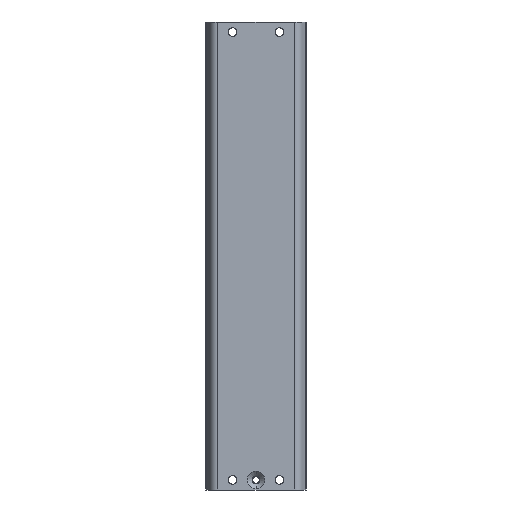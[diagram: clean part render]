
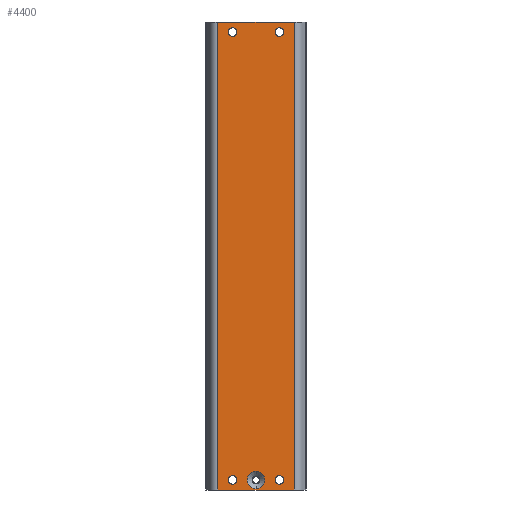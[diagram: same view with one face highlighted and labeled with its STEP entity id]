
A CAD part, left-side view. The second image highlights one B-rep face of the part: STEP entity #4400.
In plain terms, the highlighted planar face has unit normal (-1, 0, 0).
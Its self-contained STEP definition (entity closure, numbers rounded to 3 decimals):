
#22 = ORIENTED_EDGE ( 'NONE', *, *, #1590, .T. ) ;
#23 = FACE_OUTER_BOUND ( 'NONE', #2963, .T. ) ;
#205 = DIRECTION ( 'NONE',  ( 1., 0., 0. ) ) ;
#240 = ORIENTED_EDGE ( 'NONE', *, *, #2930, .T. ) ;
#247 = EDGE_LOOP ( 'NONE', ( #1326, #2295 ) ) ;
#288 = CARTESIAN_POINT ( 'NONE',  ( 0., 0., -342.5 ) ) ;
#373 = EDGE_CURVE ( 'NONE', #3772, #3931, #3293, .T. ) ;
#453 = LINE ( 'NONE', #2180, #1218 ) ;
#506 = CIRCLE ( 'NONE', #3147, 3.2 ) ;
#562 = LINE ( 'NONE', #1206, #3469 ) ;
#578 = VECTOR ( 'NONE', #3252, 1000. ) ;
#605 = AXIS2_PLACEMENT_3D ( 'NONE', #1322, #2653, #3404 ) ;
#608 = EDGE_CURVE ( 'NONE', #2172, #714, #737, .T. ) ;
#659 = EDGE_CURVE ( 'NONE', #4053, #2675, #3219, .T. ) ;
#660 = VERTEX_POINT ( 'NONE', #1568 ) ;
#686 = ORIENTED_EDGE ( 'NONE', *, *, #2898, .T. ) ;
#714 = VERTEX_POINT ( 'NONE', #2298 ) ;
#728 = CIRCLE ( 'NONE', #4679, 3.2 ) ;
#737 = LINE ( 'NONE', #4275, #578 ) ;
#752 = ORIENTED_EDGE ( 'NONE', *, *, #4091, .F. ) ;
#754 = DIRECTION ( 'NONE',  ( 0., 0., 1. ) ) ;
#797 = DIRECTION ( 'NONE',  ( 0., 0., 1. ) ) ;
#872 = ORIENTED_EDGE ( 'NONE', *, *, #1242, .T. ) ;
#976 = VECTOR ( 'NONE', #1234, 1000. ) ;
#1026 = EDGE_CURVE ( 'NONE', #3595, #2358, #3910, .T. ) ;
#1088 = ORIENTED_EDGE ( 'NONE', *, *, #2362, .T. ) ;
#1121 = AXIS2_PLACEMENT_3D ( 'NONE', #3240, #2196, #4335 ) ;
#1186 = DIRECTION ( 'NONE',  ( 1., 0., 0. ) ) ;
#1192 = DIRECTION ( 'NONE',  ( -1., 0., 0. ) ) ;
#1195 = EDGE_CURVE ( 'NONE', #660, #2645, #3038, .T. ) ;
#1206 = CARTESIAN_POINT ( 'NONE',  ( 0., -28.779, -350. ) ) ;
#1218 = VECTOR ( 'NONE', #2997, 1000. ) ;
#1234 = DIRECTION ( 'NONE',  ( 0., -1., 0. ) ) ;
#1242 = EDGE_CURVE ( 'NONE', #2607, #1458, #506, .T. ) ;
#1266 = CARTESIAN_POINT ( 'NONE',  ( 0., -17.5, -342.5 ) ) ;
#1322 = CARTESIAN_POINT ( 'NONE',  ( 0., -17.5, -7.5 ) ) ;
#1326 = ORIENTED_EDGE ( 'NONE', *, *, #659, .F. ) ;
#1397 = CARTESIAN_POINT ( 'NONE',  ( 0., 28.779, 0. ) ) ;
#1414 = AXIS2_PLACEMENT_3D ( 'NONE', #4446, #1192, #1922 ) ;
#1421 = CARTESIAN_POINT ( 'NONE',  ( 0., -17.5, -345.7 ) ) ;
#1458 = VERTEX_POINT ( 'NONE', #4383 ) ;
#1507 = CARTESIAN_POINT ( 'NONE',  ( 0., 17.5, -342.5 ) ) ;
#1532 = DIRECTION ( 'NONE',  ( 0., 0., -1. ) ) ;
#1539 = FACE_BOUND ( 'NONE', #4031, .T. ) ;
#1547 = ORIENTED_EDGE ( 'NONE', *, *, #608, .F. ) ;
#1568 = CARTESIAN_POINT ( 'NONE',  ( 0., 28.779, -350. ) ) ;
#1590 = EDGE_CURVE ( 'NONE', #2358, #3595, #728, .T. ) ;
#1701 = ORIENTED_EDGE ( 'NONE', *, *, #1195, .T. ) ;
#1794 = CIRCLE ( 'NONE', #2031, 3.2 ) ;
#1918 = CARTESIAN_POINT ( 'NONE',  ( 0., -17.5, -342.5 ) ) ;
#1922 = DIRECTION ( 'NONE',  ( 0., 0., 1. ) ) ;
#1926 = DIRECTION ( 'NONE',  ( 1., 0., 0. ) ) ;
#2022 = EDGE_CURVE ( 'NONE', #2675, #4053, #3453, .T. ) ;
#2031 = AXIS2_PLACEMENT_3D ( 'NONE', #4456, #205, #2700 ) ;
#2056 = DIRECTION ( 'NONE',  ( 0., 0., -1. ) ) ;
#2172 = VERTEX_POINT ( 'NONE', #1397 ) ;
#2173 = DIRECTION ( 'NONE',  ( -1., 0., 0. ) ) ;
#2180 = CARTESIAN_POINT ( 'NONE',  ( 0., 28.779, -350. ) ) ;
#2186 = CIRCLE ( 'NONE', #605, 3.2 ) ;
#2196 = DIRECTION ( 'NONE',  ( 1., 0., 0. ) ) ;
#2261 = DIRECTION ( 'NONE',  ( 0., 0., -1. ) ) ;
#2286 = VERTEX_POINT ( 'NONE', #1421 ) ;
#2295 = ORIENTED_EDGE ( 'NONE', *, *, #2022, .F. ) ;
#2298 = CARTESIAN_POINT ( 'NONE',  ( 0., -28.779, 0. ) ) ;
#2358 = VERTEX_POINT ( 'NONE', #3721 ) ;
#2362 = EDGE_CURVE ( 'NONE', #2286, #3188, #3909, .T. ) ;
#2388 = CARTESIAN_POINT ( 'NONE',  ( 0., -17.5, -339.3 ) ) ;
#2428 = ORIENTED_EDGE ( 'NONE', *, *, #373, .T. ) ;
#2438 = CARTESIAN_POINT ( 'NONE',  ( 0., -28.779, -350. ) ) ;
#2492 = AXIS2_PLACEMENT_3D ( 'NONE', #1266, #2716, #4226 ) ;
#2501 = CARTESIAN_POINT ( 'NONE',  ( 0., 17.5, -339.3 ) ) ;
#2512 = CARTESIAN_POINT ( 'NONE',  ( 0., 17.5, -10.7 ) ) ;
#2534 = CARTESIAN_POINT ( 'NONE',  ( 0., 0., -336. ) ) ;
#2607 = VERTEX_POINT ( 'NONE', #4215 ) ;
#2645 = VERTEX_POINT ( 'NONE', #2438 ) ;
#2653 = DIRECTION ( 'NONE',  ( 1., 0., 0. ) ) ;
#2675 = VERTEX_POINT ( 'NONE', #4316 ) ;
#2700 = DIRECTION ( 'NONE',  ( 0., 0., -1. ) ) ;
#2716 = DIRECTION ( 'NONE',  ( 1., 0., 0. ) ) ;
#2898 = EDGE_CURVE ( 'NONE', #3931, #3772, #1794, .T. ) ;
#2922 = PLANE ( 'NONE',  #3334 ) ;
#2930 = EDGE_CURVE ( 'NONE', #2645, #714, #562, .T. ) ;
#2963 = EDGE_LOOP ( 'NONE', ( #1547, #752, #1701, #240 ) ) ;
#2997 = DIRECTION ( 'NONE',  ( 0., 0., 1. ) ) ;
#3015 = CARTESIAN_POINT ( 'NONE',  ( 0., 28.779, -350. ) ) ;
#3038 = LINE ( 'NONE', #3015, #976 ) ;
#3095 = CIRCLE ( 'NONE', #2492, 3.2 ) ;
#3147 = AXIS2_PLACEMENT_3D ( 'NONE', #4550, #3871, #2056 ) ;
#3181 = DIRECTION ( 'NONE',  ( -1., 0., 0. ) ) ;
#3188 = VERTEX_POINT ( 'NONE', #2388 ) ;
#3219 = CIRCLE ( 'NONE', #4362, 6.5 ) ;
#3240 = CARTESIAN_POINT ( 'NONE',  ( 0., 17.5, -342.5 ) ) ;
#3252 = DIRECTION ( 'NONE',  ( 0., -1., 0. ) ) ;
#3254 = ORIENTED_EDGE ( 'NONE', *, *, #3267, .T. ) ;
#3267 = EDGE_CURVE ( 'NONE', #1458, #2607, #2186, .T. ) ;
#3293 = CIRCLE ( 'NONE', #4667, 3.2 ) ;
#3329 = DIRECTION ( 'NONE',  ( 1., 0., 0. ) ) ;
#3334 = AXIS2_PLACEMENT_3D ( 'NONE', #3338, #2173, #754 ) ;
#3338 = CARTESIAN_POINT ( 'NONE',  ( 0., 28.779, -350. ) ) ;
#3404 = DIRECTION ( 'NONE',  ( 0., 0., -1. ) ) ;
#3449 = EDGE_LOOP ( 'NONE', ( #872, #3254 ) ) ;
#3453 = CIRCLE ( 'NONE', #1414, 6.5 ) ;
#3469 = VECTOR ( 'NONE', #3823, 1000. ) ;
#3536 = AXIS2_PLACEMENT_3D ( 'NONE', #1918, #1186, #797 ) ;
#3595 = VERTEX_POINT ( 'NONE', #2501 ) ;
#3696 = FACE_BOUND ( 'NONE', #247, .T. ) ;
#3716 = ORIENTED_EDGE ( 'NONE', *, *, #1026, .T. ) ;
#3721 = CARTESIAN_POINT ( 'NONE',  ( 0., 17.5, -345.7 ) ) ;
#3722 = EDGE_LOOP ( 'NONE', ( #22, #3716 ) ) ;
#3772 = VERTEX_POINT ( 'NONE', #3842 ) ;
#3808 = EDGE_CURVE ( 'NONE', #3188, #2286, #3095, .T. ) ;
#3823 = DIRECTION ( 'NONE',  ( 0., 0., 1. ) ) ;
#3842 = CARTESIAN_POINT ( 'NONE',  ( 0., 17.5, -4.3 ) ) ;
#3871 = DIRECTION ( 'NONE',  ( 1., 0., 0. ) ) ;
#3909 = CIRCLE ( 'NONE', #3536, 3.2 ) ;
#3910 = CIRCLE ( 'NONE', #1121, 3.2 ) ;
#3931 = VERTEX_POINT ( 'NONE', #2512 ) ;
#3967 = ORIENTED_EDGE ( 'NONE', *, *, #3808, .T. ) ;
#4022 = FACE_BOUND ( 'NONE', #3449, .T. ) ;
#4031 = EDGE_LOOP ( 'NONE', ( #1088, #3967 ) ) ;
#4053 = VERTEX_POINT ( 'NONE', #2534 ) ;
#4091 = EDGE_CURVE ( 'NONE', #660, #2172, #453, .T. ) ;
#4143 = EDGE_LOOP ( 'NONE', ( #686, #2428 ) ) ;
#4215 = CARTESIAN_POINT ( 'NONE',  ( 0., -17.5, -10.7 ) ) ;
#4226 = DIRECTION ( 'NONE',  ( 0., 0., 1. ) ) ;
#4275 = CARTESIAN_POINT ( 'NONE',  ( 0., 28.779, 0. ) ) ;
#4316 = CARTESIAN_POINT ( 'NONE',  ( 0., 0., -349. ) ) ;
#4335 = DIRECTION ( 'NONE',  ( 0., 0., -1. ) ) ;
#4338 = FACE_BOUND ( 'NONE', #3722, .T. ) ;
#4361 = FACE_BOUND ( 'NONE', #4143, .T. ) ;
#4362 = AXIS2_PLACEMENT_3D ( 'NONE', #288, #3181, #4639 ) ;
#4383 = CARTESIAN_POINT ( 'NONE',  ( 0., -17.5, -4.3 ) ) ;
#4400 = ADVANCED_FACE ( 'NONE', ( #3696, #1539, #4338, #4361, #4022, #23 ), #2922, .T. ) ;
#4407 = CARTESIAN_POINT ( 'NONE',  ( 0., 17.5, -7.5 ) ) ;
#4446 = CARTESIAN_POINT ( 'NONE',  ( 0., 0., -342.5 ) ) ;
#4456 = CARTESIAN_POINT ( 'NONE',  ( 0., 17.5, -7.5 ) ) ;
#4550 = CARTESIAN_POINT ( 'NONE',  ( 0., -17.5, -7.5 ) ) ;
#4639 = DIRECTION ( 'NONE',  ( 0., 0., 1. ) ) ;
#4667 = AXIS2_PLACEMENT_3D ( 'NONE', #4407, #1926, #1532 ) ;
#4679 = AXIS2_PLACEMENT_3D ( 'NONE', #1507, #3329, #2261 ) ;
